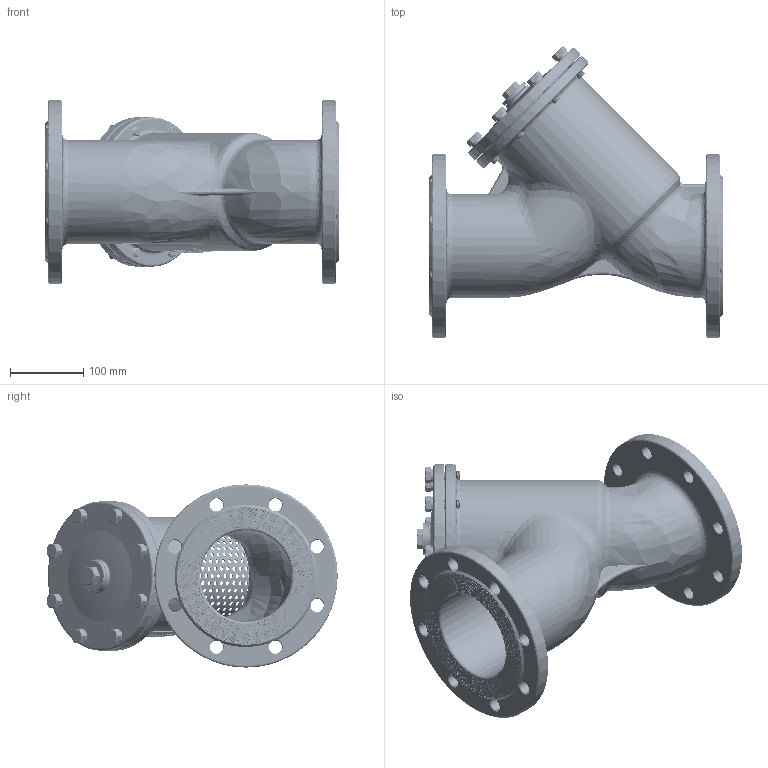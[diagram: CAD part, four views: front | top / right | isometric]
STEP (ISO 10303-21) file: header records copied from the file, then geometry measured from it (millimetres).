
FILE_DESCRIPTION (( 'STEP AP203' ), '1' );
FILE_NAME ('Series YS PN16 DN125.STEP', '2019-04-15T08:02:03', ( '' ), ( '' ), 'SwSTEP 2.0', 'SolidWorks 2013', '' );
FILE_SCHEMA (( 'CONFIG_CONTROL_DESIGN' ));
Length unit declared in the file: millimetre
Products named in the file (1): Series YS PN16 DN125
Bounding box: 400 x 397.22 x 250 mm (x, y, z)
Surface area: 939524.9 mm2 (no closed solid volume)
Topology: 0 solids, 22 shells, 3668 faces, 10235 edges, 6644 vertices
Faces by surface type: cylinder 2143, bspline 650, cone 523, plane 348, torus 4
Entity records: 456765 total; most frequent: CARTESIAN_POINT 373891, ORIENTED_EDGE 20416, DIRECTION 10883, EDGE_CURVE 10214, VERTEX_POINT 6638, B_SPLINE_CURVE_WITH_KNOTS 6239, EDGE_LOOP 5226, AXIS2_PLACEMENT_3D 3997
